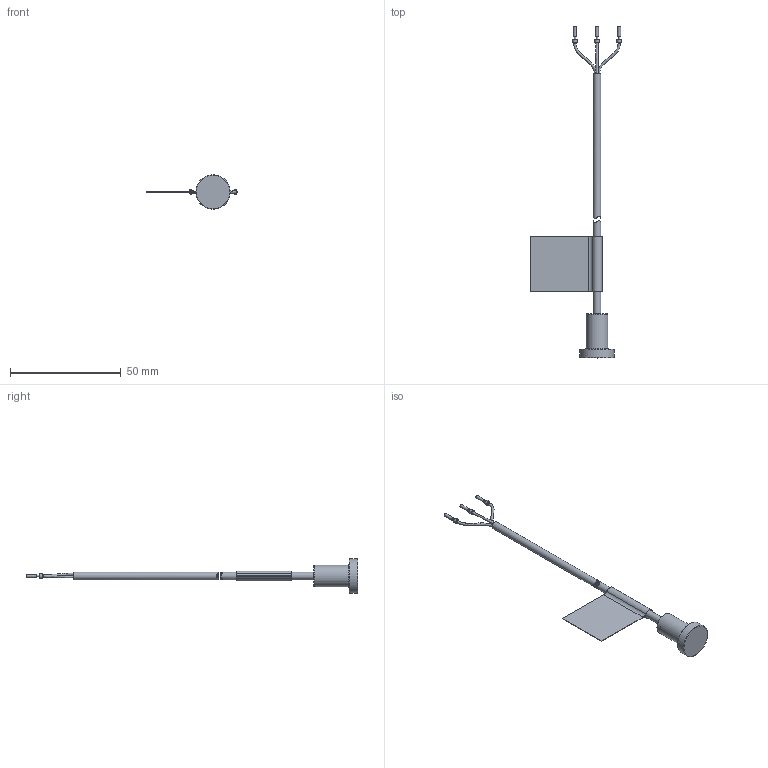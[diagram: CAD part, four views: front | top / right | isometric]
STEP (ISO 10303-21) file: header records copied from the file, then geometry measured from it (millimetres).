
FILE_DESCRIPTION(/* description */ (''),/* implementation_level */ '2;1');
FILE_NAME(/* name */ 'VY0000K8HN05YY_STEP.stp',/* time_stamp */ '2023-04-20T14:52:28+02:00',/* author */ ('grass'),/* organization */ (''),/* preprocessor_version */ 'ST-DEVELOPER v18',/* originating_system */ 'Autodesk Inventor 2020',/* authorisation */ '');
FILE_SCHEMA (('AUTOMOTIVE_DESIGN { 1 0 10303 214 3 1 1 }'));
Length unit declared in the file: millimetre
Products named in the file (1): Bauteil2
Bounding box: 41 x 150 x 15.5 mm (x, y, z)
Volume: 2846.1 mm3; surface area: 6873.7 mm2
Topology: 6 solids, 11 shells, 259 faces, 666 edges, 425 vertices
Faces by surface type: cylinder 103, plane 61, bspline 47, torus 19, cone 17, sphere 12
Full cylindrical faces by diameter (mm): 0.422 x3, 0.7 x3, 1.022 x5, 1.3 x2, 1.35 x3, 1.6 x3, 2 x5, 2.82 x2, 3.4 x2, 4.3 x1, 6 x1, 9.9 x1, 15.5 x1
Entity records: 11549 total; most frequent: CARTESIAN_POINT 5243, ORIENTED_EDGE 1332, DIRECTION 1221, EDGE_CURVE 666, AXIS2_PLACEMENT_3D 528, VERTEX_POINT 425, CIRCLE 315, EDGE_LOOP 285
